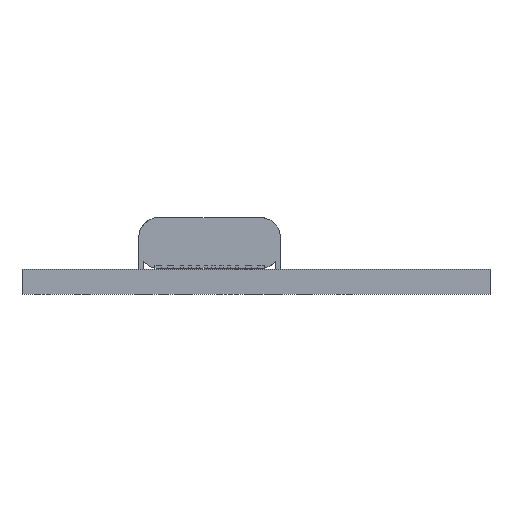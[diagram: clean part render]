
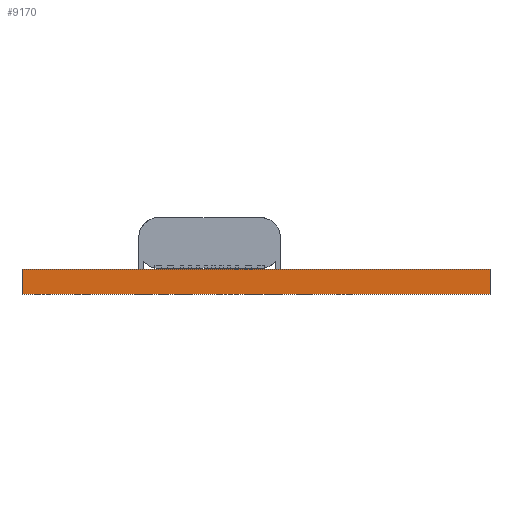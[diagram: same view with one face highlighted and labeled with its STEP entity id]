
A CAD part, front view. The second image highlights one B-rep face of the part: STEP entity #9170.
In plain terms, the highlighted planar face has unit normal (0, -1, 0).
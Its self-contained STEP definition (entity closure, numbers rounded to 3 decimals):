
#9170 = ADVANCED_FACE('',(#9171),#9185,.T.);
#9171 = FACE_BOUND('',#9172,.T.);
#9172 = EDGE_LOOP('',(#9173,#9208,#9236,#9264));
#9173 = ORIENTED_EDGE('',*,*,#9174,.T.);
#9174 = EDGE_CURVE('',#9175,#9177,#9179,.T.);
#9175 = VERTEX_POINT('',#9176);
#9176 = CARTESIAN_POINT('',(29.57,-0.,0.));
#9177 = VERTEX_POINT('',#9178);
#9178 = CARTESIAN_POINT('',(29.57,0.,1.6));
#9179 = SURFACE_CURVE('',#9180,(#9184,#9196),.PCURVE_S1.);
#9180 = LINE('',#9181,#9182);
#9181 = CARTESIAN_POINT('',(29.57,-0.,0.));
#9182 = VECTOR('',#9183,1.);
#9183 = DIRECTION('',(0.,0.,1.));
#9184 = PCURVE('',#9185,#9190);
#9185 = PLANE('',#9186);
#9186 = AXIS2_PLACEMENT_3D('',#9187,#9188,#9189);
#9187 = CARTESIAN_POINT('',(29.57,0.,0.));
#9188 = DIRECTION('',(0.,-1.,0.));
#9189 = DIRECTION('',(-1.,0.,0.));
#9190 = DEFINITIONAL_REPRESENTATION('',(#9191),#9195);
#9191 = LINE('',#9192,#9193);
#9192 = CARTESIAN_POINT('',(0.,0.));
#9193 = VECTOR('',#9194,1.);
#9194 = DIRECTION('',(0.,-1.));
#9195 = ( GEOMETRIC_REPRESENTATION_CONTEXT(2) 
PARAMETRIC_REPRESENTATION_CONTEXT() REPRESENTATION_CONTEXT('2D SPACE',''
  ) );
#9196 = PCURVE('',#9197,#9202);
#9197 = PLANE('',#9198);
#9198 = AXIS2_PLACEMENT_3D('',#9199,#9200,#9201);
#9199 = CARTESIAN_POINT('',(29.57,30.48,0.));
#9200 = DIRECTION('',(1.,0.,-0.));
#9201 = DIRECTION('',(0.,-1.,0.));
#9202 = DEFINITIONAL_REPRESENTATION('',(#9203),#9207);
#9203 = LINE('',#9204,#9205);
#9204 = CARTESIAN_POINT('',(30.48,0.));
#9205 = VECTOR('',#9206,1.);
#9206 = DIRECTION('',(0.,-1.));
#9207 = ( GEOMETRIC_REPRESENTATION_CONTEXT(2) 
PARAMETRIC_REPRESENTATION_CONTEXT() REPRESENTATION_CONTEXT('2D SPACE',''
  ) );
#9208 = ORIENTED_EDGE('',*,*,#9209,.T.);
#9209 = EDGE_CURVE('',#9177,#9210,#9212,.T.);
#9210 = VERTEX_POINT('',#9211);
#9211 = CARTESIAN_POINT('',(0.,0.,1.6));
#9212 = SURFACE_CURVE('',#9213,(#9217,#9224),.PCURVE_S1.);
#9213 = LINE('',#9214,#9215);
#9214 = CARTESIAN_POINT('',(29.57,0.,1.6));
#9215 = VECTOR('',#9216,1.);
#9216 = DIRECTION('',(-1.,0.,0.));
#9217 = PCURVE('',#9185,#9218);
#9218 = DEFINITIONAL_REPRESENTATION('',(#9219),#9223);
#9219 = LINE('',#9220,#9221);
#9220 = CARTESIAN_POINT('',(0.,-1.6));
#9221 = VECTOR('',#9222,1.);
#9222 = DIRECTION('',(1.,0.));
#9223 = ( GEOMETRIC_REPRESENTATION_CONTEXT(2) 
PARAMETRIC_REPRESENTATION_CONTEXT() REPRESENTATION_CONTEXT('2D SPACE',''
  ) );
#9224 = PCURVE('',#9225,#9230);
#9225 = PLANE('',#9226);
#9226 = AXIS2_PLACEMENT_3D('',#9227,#9228,#9229);
#9227 = CARTESIAN_POINT('',(14.785,15.24,1.6));
#9228 = DIRECTION('',(-0.,-0.,-1.));
#9229 = DIRECTION('',(-1.,0.,0.));
#9230 = DEFINITIONAL_REPRESENTATION('',(#9231),#9235);
#9231 = LINE('',#9232,#9233);
#9232 = CARTESIAN_POINT('',(-14.785,-15.24));
#9233 = VECTOR('',#9234,1.);
#9234 = DIRECTION('',(1.,0.));
#9235 = ( GEOMETRIC_REPRESENTATION_CONTEXT(2) 
PARAMETRIC_REPRESENTATION_CONTEXT() REPRESENTATION_CONTEXT('2D SPACE',''
  ) );
#9236 = ORIENTED_EDGE('',*,*,#9237,.F.);
#9237 = EDGE_CURVE('',#9238,#9210,#9240,.T.);
#9238 = VERTEX_POINT('',#9239);
#9239 = CARTESIAN_POINT('',(0.,-0.,0.));
#9240 = SURFACE_CURVE('',#9241,(#9245,#9252),.PCURVE_S1.);
#9241 = LINE('',#9242,#9243);
#9242 = CARTESIAN_POINT('',(0.,-0.,0.));
#9243 = VECTOR('',#9244,1.);
#9244 = DIRECTION('',(0.,0.,1.));
#9245 = PCURVE('',#9185,#9246);
#9246 = DEFINITIONAL_REPRESENTATION('',(#9247),#9251);
#9247 = LINE('',#9248,#9249);
#9248 = CARTESIAN_POINT('',(29.57,0.));
#9249 = VECTOR('',#9250,1.);
#9250 = DIRECTION('',(0.,-1.));
#9251 = ( GEOMETRIC_REPRESENTATION_CONTEXT(2) 
PARAMETRIC_REPRESENTATION_CONTEXT() REPRESENTATION_CONTEXT('2D SPACE',''
  ) );
#9252 = PCURVE('',#9253,#9258);
#9253 = PLANE('',#9254);
#9254 = AXIS2_PLACEMENT_3D('',#9255,#9256,#9257);
#9255 = CARTESIAN_POINT('',(0.,0.,0.));
#9256 = DIRECTION('',(-1.,0.,0.));
#9257 = DIRECTION('',(0.,1.,0.));
#9258 = DEFINITIONAL_REPRESENTATION('',(#9259),#9263);
#9259 = LINE('',#9260,#9261);
#9260 = CARTESIAN_POINT('',(0.,0.));
#9261 = VECTOR('',#9262,1.);
#9262 = DIRECTION('',(0.,-1.));
#9263 = ( GEOMETRIC_REPRESENTATION_CONTEXT(2) 
PARAMETRIC_REPRESENTATION_CONTEXT() REPRESENTATION_CONTEXT('2D SPACE',''
  ) );
#9264 = ORIENTED_EDGE('',*,*,#9265,.F.);
#9265 = EDGE_CURVE('',#9175,#9238,#9266,.T.);
#9266 = SURFACE_CURVE('',#9267,(#9271,#9278),.PCURVE_S1.);
#9267 = LINE('',#9268,#9269);
#9268 = CARTESIAN_POINT('',(29.57,-0.,0.));
#9269 = VECTOR('',#9270,1.);
#9270 = DIRECTION('',(-1.,0.,0.));
#9271 = PCURVE('',#9185,#9272);
#9272 = DEFINITIONAL_REPRESENTATION('',(#9273),#9277);
#9273 = LINE('',#9274,#9275);
#9274 = CARTESIAN_POINT('',(0.,0.));
#9275 = VECTOR('',#9276,1.);
#9276 = DIRECTION('',(1.,0.));
#9277 = ( GEOMETRIC_REPRESENTATION_CONTEXT(2) 
PARAMETRIC_REPRESENTATION_CONTEXT() REPRESENTATION_CONTEXT('2D SPACE',''
  ) );
#9278 = PCURVE('',#9279,#9284);
#9279 = PLANE('',#9280);
#9280 = AXIS2_PLACEMENT_3D('',#9281,#9282,#9283);
#9281 = CARTESIAN_POINT('',(14.785,15.24,0.));
#9282 = DIRECTION('',(-0.,-0.,-1.));
#9283 = DIRECTION('',(-1.,0.,0.));
#9284 = DEFINITIONAL_REPRESENTATION('',(#9285),#9289);
#9285 = LINE('',#9286,#9287);
#9286 = CARTESIAN_POINT('',(-14.785,-15.24));
#9287 = VECTOR('',#9288,1.);
#9288 = DIRECTION('',(1.,0.));
#9289 = ( GEOMETRIC_REPRESENTATION_CONTEXT(2) 
PARAMETRIC_REPRESENTATION_CONTEXT() REPRESENTATION_CONTEXT('2D SPACE',''
  ) );
